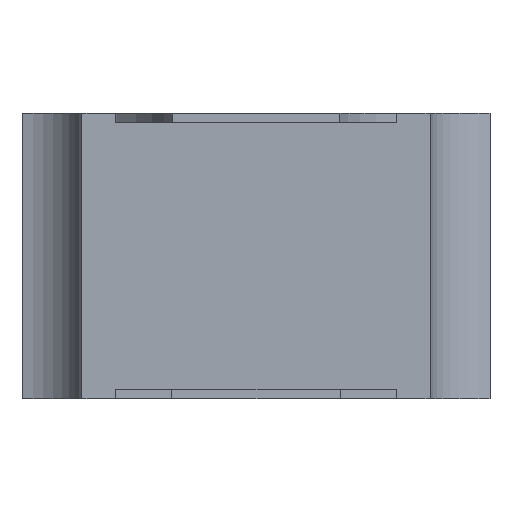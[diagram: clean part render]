
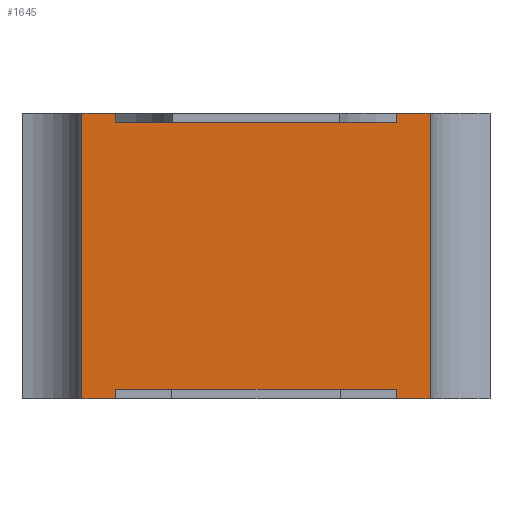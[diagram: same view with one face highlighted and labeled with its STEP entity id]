
A CAD part, left-side view. The second image highlights one B-rep face of the part: STEP entity #1645.
In plain terms, the highlighted planar face has unit normal (-1, 0, 0).
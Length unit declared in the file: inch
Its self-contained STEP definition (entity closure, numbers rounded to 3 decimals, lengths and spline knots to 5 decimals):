
#14 = ORIENTED_EDGE ( 'NONE', *, *, #551, .T. ) ;
#90 = AXIS2_PLACEMENT_3D ( 'NONE', #1671, #1441, #2311 ) ;
#92 = ORIENTED_EDGE ( 'NONE', *, *, #1854, .F. ) ;
#105 = VERTEX_POINT ( 'NONE', #2572 ) ;
#114 = EDGE_CURVE ( 'NONE', #1479, #272, #912, .T. ) ;
#136 = CARTESIAN_POINT ( 'NONE',  ( -0.0625, -0.0372, 0. ) ) ;
#162 = LINE ( 'NONE', #2753, #1891 ) ;
#164 = VECTOR ( 'NONE', #2501, 39.37008 ) ;
#185 = EDGE_CURVE ( 'NONE', #272, #1232, #495, .T. ) ;
#204 = LINE ( 'NONE', #642, #1261 ) ;
#222 = CARTESIAN_POINT ( 'NONE',  ( -0.0625, 0.0372, 0.061 ) ) ;
#230 = LINE ( 'NONE', #1091, #601 ) ;
#239 = ORIENTED_EDGE ( 'NONE', *, *, #1955, .F. ) ;
#272 = VERTEX_POINT ( 'NONE', #582 ) ;
#340 = EDGE_CURVE ( 'NONE', #362, #1818, #2707, .T. ) ;
#345 = VECTOR ( 'NONE', #2208, 39.37008 ) ;
#362 = VERTEX_POINT ( 'NONE', #1391 ) ;
#371 = CARTESIAN_POINT ( 'NONE',  ( -0.0625, 0.02999, 0.002 ) ) ;
#394 = DIRECTION ( 'NONE',  ( 0., -1., 0. ) ) ;
#487 = VECTOR ( 'NONE', #2012, 39.37008 ) ;
#495 = LINE ( 'NONE', #702, #345 ) ;
#551 = EDGE_CURVE ( 'NONE', #1154, #1028, #230, .T. ) ;
#579 = EDGE_CURVE ( 'NONE', #590, #2779, #2211, .T. ) ;
#582 = CARTESIAN_POINT ( 'NONE',  ( -0.0625, 0.0372, 0. ) ) ;
#584 = PLANE ( 'NONE',  #90 ) ;
#590 = VERTEX_POINT ( 'NONE', #2235 ) ;
#601 = VECTOR ( 'NONE', #2388, 39.37008 ) ;
#642 = CARTESIAN_POINT ( 'NONE',  ( -0.0625, -0.02999, 0.059 ) ) ;
#652 = LINE ( 'NONE', #1513, #1606 ) ;
#702 = CARTESIAN_POINT ( 'NONE',  ( -0.0625, -0.0372, 0. ) ) ;
#771 = ORIENTED_EDGE ( 'NONE', *, *, #185, .T. ) ;
#837 = LINE ( 'NONE', #1704, #2353 ) ;
#886 = CARTESIAN_POINT ( 'NONE',  ( -0.0625, -0.0525, 0.059 ) ) ;
#912 = LINE ( 'NONE', #2461, #487 ) ;
#940 = ORIENTED_EDGE ( 'NONE', *, *, #2752, .T. ) ;
#1028 = VERTEX_POINT ( 'NONE', #2645 ) ;
#1040 = DIRECTION ( 'NONE',  ( 0., 0., 1. ) ) ;
#1066 = LINE ( 'NONE', #2147, #1669 ) ;
#1091 = CARTESIAN_POINT ( 'NONE',  ( -0.0625, -0.02999, 0.002 ) ) ;
#1126 = DIRECTION ( 'NONE',  ( 0., 1., 0. ) ) ;
#1133 = LINE ( 'NONE', #2446, #2804 ) ;
#1141 = ORIENTED_EDGE ( 'NONE', *, *, #1488, .T. ) ;
#1154 = VERTEX_POINT ( 'NONE', #1827 ) ;
#1207 = ORIENTED_EDGE ( 'NONE', *, *, #1370, .T. ) ;
#1222 = CARTESIAN_POINT ( 'NONE',  ( -0.0625, 0.02999, 0.059 ) ) ;
#1232 = VERTEX_POINT ( 'NONE', #1527 ) ;
#1261 = VECTOR ( 'NONE', #1504, 39.37008 ) ;
#1363 = VECTOR ( 'NONE', #1640, 39.37008 ) ;
#1370 = EDGE_CURVE ( 'NONE', #2779, #2197, #652, .T. ) ;
#1391 = CARTESIAN_POINT ( 'NONE',  ( -0.0625, -0.0372, 0.061 ) ) ;
#1407 = EDGE_LOOP ( 'NONE', ( #1207, #1845, #1754, #771, #92, #1141, #14, #940, #239, #1420, #1493, #1431 ) ) ;
#1420 = ORIENTED_EDGE ( 'NONE', *, *, #340, .T. ) ;
#1431 = ORIENTED_EDGE ( 'NONE', *, *, #579, .T. ) ;
#1435 = LINE ( 'NONE', #136, #1363 ) ;
#1441 = DIRECTION ( 'NONE',  ( 1., 0., 0. ) ) ;
#1478 = EDGE_CURVE ( 'NONE', #2197, #1479, #162, .T. ) ;
#1479 = VERTEX_POINT ( 'NONE', #222 ) ;
#1488 = EDGE_CURVE ( 'NONE', #2122, #1154, #1066, .T. ) ;
#1493 = ORIENTED_EDGE ( 'NONE', *, *, #1786, .F. ) ;
#1504 = DIRECTION ( 'NONE',  ( 0., 0., 1. ) ) ;
#1513 = CARTESIAN_POINT ( 'NONE',  ( -0.0625, 0.02999, 0.059 ) ) ;
#1527 = CARTESIAN_POINT ( 'NONE',  ( -0.0625, 0.02999, 0. ) ) ;
#1606 = VECTOR ( 'NONE', #1040, 39.37008 ) ;
#1640 = DIRECTION ( 'NONE',  ( 0., -1., 0. ) ) ;
#1645 = ADVANCED_FACE ( 'NONE', ( #2710 ), #584, .F. ) ;
#1669 = VECTOR ( 'NONE', #394, 39.37008 ) ;
#1671 = CARTESIAN_POINT ( 'NONE',  ( -0.0625, -0.0372, 0.002 ) ) ;
#1704 = CARTESIAN_POINT ( 'NONE',  ( -0.0625, 0.02999, 0.002 ) ) ;
#1754 = ORIENTED_EDGE ( 'NONE', *, *, #114, .T. ) ;
#1786 = EDGE_CURVE ( 'NONE', #590, #1818, #204, .T. ) ;
#1818 = VERTEX_POINT ( 'NONE', #2131 ) ;
#1827 = CARTESIAN_POINT ( 'NONE',  ( -0.0625, -0.02999, 0.002 ) ) ;
#1845 = ORIENTED_EDGE ( 'NONE', *, *, #1478, .T. ) ;
#1854 = EDGE_CURVE ( 'NONE', #2122, #1232, #837, .T. ) ;
#1891 = VECTOR ( 'NONE', #2574, 39.37008 ) ;
#1906 = CARTESIAN_POINT ( 'NONE',  ( -0.0625, 0.02999, 0.061 ) ) ;
#1955 = EDGE_CURVE ( 'NONE', #362, #105, #1133, .T. ) ;
#2012 = DIRECTION ( 'NONE',  ( 0., 0., -1. ) ) ;
#2038 = CARTESIAN_POINT ( 'NONE',  ( -0.0625, -0.0525, 0.061 ) ) ;
#2122 = VERTEX_POINT ( 'NONE', #371 ) ;
#2131 = CARTESIAN_POINT ( 'NONE',  ( -0.0625, -0.02999, 0.061 ) ) ;
#2147 = CARTESIAN_POINT ( 'NONE',  ( -0.0625, -0.02999, 0.002 ) ) ;
#2197 = VERTEX_POINT ( 'NONE', #1906 ) ;
#2208 = DIRECTION ( 'NONE',  ( 0., -1., 0. ) ) ;
#2211 = LINE ( 'NONE', #886, #2545 ) ;
#2230 = DIRECTION ( 'NONE',  ( 0., 0., -1. ) ) ;
#2235 = CARTESIAN_POINT ( 'NONE',  ( -0.0625, -0.02999, 0.059 ) ) ;
#2311 = DIRECTION ( 'NONE',  ( 0., 0., -1. ) ) ;
#2353 = VECTOR ( 'NONE', #2230, 39.37008 ) ;
#2388 = DIRECTION ( 'NONE',  ( 0., 0., -1. ) ) ;
#2446 = CARTESIAN_POINT ( 'NONE',  ( -0.0625, -0.0372, 0.002 ) ) ;
#2461 = CARTESIAN_POINT ( 'NONE',  ( -0.0625, 0.0372, 0.002 ) ) ;
#2501 = DIRECTION ( 'NONE',  ( 0., 1., 0. ) ) ;
#2545 = VECTOR ( 'NONE', #1126, 39.37008 ) ;
#2572 = CARTESIAN_POINT ( 'NONE',  ( -0.0625, -0.0372, 0. ) ) ;
#2574 = DIRECTION ( 'NONE',  ( 0., 1., 0. ) ) ;
#2645 = CARTESIAN_POINT ( 'NONE',  ( -0.0625, -0.02999, 0. ) ) ;
#2681 = DIRECTION ( 'NONE',  ( 0., 0., -1. ) ) ;
#2707 = LINE ( 'NONE', #2038, #164 ) ;
#2710 = FACE_OUTER_BOUND ( 'NONE', #1407, .T. ) ;
#2752 = EDGE_CURVE ( 'NONE', #1028, #105, #1435, .T. ) ;
#2753 = CARTESIAN_POINT ( 'NONE',  ( -0.0625, -0.0525, 0.061 ) ) ;
#2779 = VERTEX_POINT ( 'NONE', #1222 ) ;
#2804 = VECTOR ( 'NONE', #2681, 39.37008 ) ;
